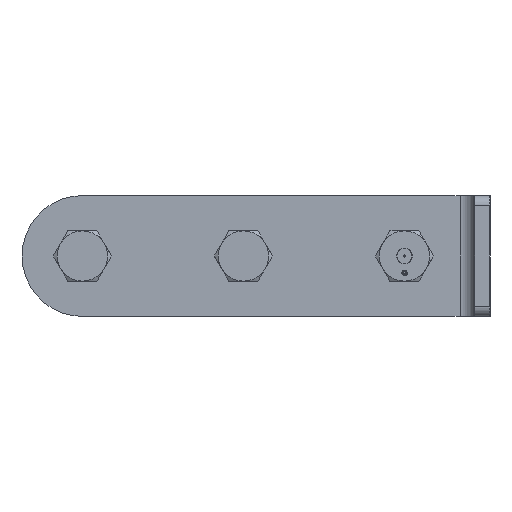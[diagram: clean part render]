
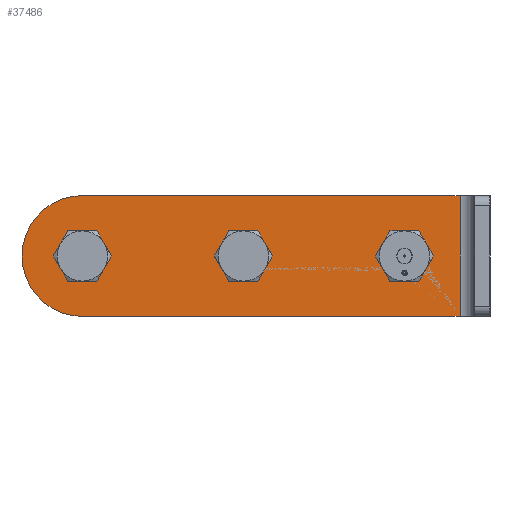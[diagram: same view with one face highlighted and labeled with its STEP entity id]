
A CAD part, left-side view. The second image highlights one B-rep face of the part: STEP entity #37486.
In plain terms, the highlighted planar face has unit normal (-1, 0, 0).
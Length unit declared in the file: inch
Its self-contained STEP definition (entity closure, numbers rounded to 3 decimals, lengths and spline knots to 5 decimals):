
#827 = VERTEX_POINT ( 'NONE', #8940 ) ;
#926 = VERTEX_POINT ( 'NONE', #6160 ) ;
#1027 = ORIENTED_EDGE ( 'NONE', *, *, #31859, .F. ) ;
#1905 = CIRCLE ( 'NONE', #30154, 0.453 ) ;
#2206 = CARTESIAN_POINT ( 'NONE',  ( -10.874, -1.38, -1.5 ) ) ;
#2220 = AXIS2_PLACEMENT_3D ( 'NONE', #20283, #44067, #47620 ) ;
#2600 = CIRCLE ( 'NONE', #16311, 0.453 ) ;
#3168 = AXIS2_PLACEMENT_3D ( 'NONE', #41842, #3395, #18789 ) ;
#3237 = AXIS2_PLACEMENT_3D ( 'NONE', #15656, #39713, #23967 ) ;
#3395 = DIRECTION ( 'NONE',  ( 1., 0., 0. ) ) ;
#4599 = CARTESIAN_POINT ( 'NONE',  ( -10.874, 8.453, 0. ) ) ;
#5738 = CARTESIAN_POINT ( 'NONE',  ( -10.874, 4., 0. ) ) ;
#5914 = CARTESIAN_POINT ( 'NONE',  ( -10.874, 8., 0. ) ) ;
#6053 = VECTOR ( 'NONE', #29530, 39.37008 ) ;
#6160 = CARTESIAN_POINT ( 'NONE',  ( -10.874, 9.5, 0. ) ) ;
#7225 = EDGE_LOOP ( 'NONE', ( #16929, #1027 ) ) ;
#7243 = CARTESIAN_POINT ( 'NONE',  ( -10.874, 0.453, 0. ) ) ;
#7316 = CIRCLE ( 'NONE', #33141, 0.453 ) ;
#8940 = CARTESIAN_POINT ( 'NONE',  ( -10.874, 3.547, 0. ) ) ;
#8996 = VERTEX_POINT ( 'NONE', #7243 ) ;
#9622 = DIRECTION ( 'NONE',  ( -1., 0., 0. ) ) ;
#9821 = EDGE_LOOP ( 'NONE', ( #36303, #21025 ) ) ;
#10469 = CARTESIAN_POINT ( 'NONE',  ( -10.874, -0.05274, -0.44992 ) ) ;
#11472 = ORIENTED_EDGE ( 'NONE', *, *, #45867, .F. ) ;
#11785 = VECTOR ( 'NONE', #20600, 39.37008 ) ;
#12505 = EDGE_CURVE ( 'NONE', #926, #23223, #21556, .T. ) ;
#13404 = DIRECTION ( 'NONE',  ( 0., 1., 0. ) ) ;
#13413 = CARTESIAN_POINT ( 'NONE',  ( -10.874, 9.5, 1.5 ) ) ;
#14140 = DIRECTION ( 'NONE',  ( 1., 0., 0. ) ) ;
#15078 = CIRCLE ( 'NONE', #2220, 1.5 ) ;
#15489 = DIRECTION ( 'NONE',  ( -1., 0., 0. ) ) ;
#15547 = VERTEX_POINT ( 'NONE', #29794 ) ;
#15656 = CARTESIAN_POINT ( 'NONE',  ( -10.874, 0., 0. ) ) ;
#16048 = CIRCLE ( 'NONE', #3168, 0.06325 ) ;
#16054 = AXIS2_PLACEMENT_3D ( 'NONE', #49558, #25960, #41452 ) ;
#16082 = EDGE_CURVE ( 'NONE', #8996, #45803, #2600, .T. ) ;
#16092 = VERTEX_POINT ( 'NONE', #30122 ) ;
#16186 = CARTESIAN_POINT ( 'NONE',  ( -10.874, 8., 0. ) ) ;
#16269 = CARTESIAN_POINT ( 'NONE',  ( -10.874, -1.38, -1.5 ) ) ;
#16311 = AXIS2_PLACEMENT_3D ( 'NONE', #40558, #37474, #18221 ) ;
#16612 = VERTEX_POINT ( 'NONE', #2206 ) ;
#16929 = ORIENTED_EDGE ( 'NONE', *, *, #29413, .F. ) ;
#17416 = LINE ( 'NONE', #13413, #36355 ) ;
#18221 = DIRECTION ( 'NONE',  ( 0., 1., 0. ) ) ;
#18554 = CIRCLE ( 'NONE', #3237, 0.453 ) ;
#18641 = PLANE ( 'NONE',  #16054 ) ;
#18654 = AXIS2_PLACEMENT_3D ( 'NONE', #47817, #9622, #24985 ) ;
#18789 = DIRECTION ( 'NONE',  ( 0., -1., 0. ) ) ;
#19914 = EDGE_CURVE ( 'NONE', #16092, #22560, #7316, .T. ) ;
#20283 = CARTESIAN_POINT ( 'NONE',  ( -10.874, 8., 0. ) ) ;
#20395 = DIRECTION ( 'NONE',  ( -1., 0., 0. ) ) ;
#20600 = DIRECTION ( 'NONE',  ( 0., 0., 1. ) ) ;
#20921 = ORIENTED_EDGE ( 'NONE', *, *, #16082, .F. ) ;
#21025 = ORIENTED_EDGE ( 'NONE', *, *, #19914, .F. ) ;
#21133 = VERTEX_POINT ( 'NONE', #39065 ) ;
#21225 = CARTESIAN_POINT ( 'NONE',  ( -10.874, 8., 0. ) ) ;
#21556 = CIRCLE ( 'NONE', #27144, 1.5 ) ;
#21724 = DIRECTION ( 'NONE',  ( 0., 1., 0. ) ) ;
#22560 = VERTEX_POINT ( 'NONE', #4599 ) ;
#22566 = EDGE_CURVE ( 'NONE', #22560, #16092, #31383, .T. ) ;
#22661 = VERTEX_POINT ( 'NONE', #37202 ) ;
#23223 = VERTEX_POINT ( 'NONE', #31904 ) ;
#23261 = DIRECTION ( 'NONE',  ( 0., 1., 0. ) ) ;
#23967 = DIRECTION ( 'NONE',  ( 0., 1., 0. ) ) ;
#24077 = AXIS2_PLACEMENT_3D ( 'NONE', #16186, #31389, #23261 ) ;
#24216 = ORIENTED_EDGE ( 'NONE', *, *, #37164, .F. ) ;
#24239 = EDGE_LOOP ( 'NONE', ( #44128, #40144, #24216, #11472, #46601 ) ) ;
#24985 = DIRECTION ( 'NONE',  ( 0., 1., 0. ) ) ;
#25066 = DIRECTION ( 'NONE',  ( -1., 0., 0. ) ) ;
#25960 = DIRECTION ( 'NONE',  ( 1., 0., 0. ) ) ;
#27144 = AXIS2_PLACEMENT_3D ( 'NONE', #21225, #14140, #13404 ) ;
#27772 = EDGE_CURVE ( 'NONE', #21133, #23223, #17416, .T. ) ;
#29413 = EDGE_CURVE ( 'NONE', #22661, #827, #1905, .T. ) ;
#29530 = DIRECTION ( 'NONE',  ( 0., 1., 0. ) ) ;
#29794 = CARTESIAN_POINT ( 'NONE',  ( -10.874, 8., -1.5 ) ) ;
#30122 = CARTESIAN_POINT ( 'NONE',  ( -10.874, 7.547, 0. ) ) ;
#30154 = AXIS2_PLACEMENT_3D ( 'NONE', #5738, #20395, #32276 ) ;
#30249 = CARTESIAN_POINT ( 'NONE',  ( -10.874, -0.453, 0. ) ) ;
#30916 = EDGE_CURVE ( 'NONE', #34988, #32852, #18554, .T. ) ;
#31294 = EDGE_CURVE ( 'NONE', #32852, #8996, #42923, .T. ) ;
#31383 = CIRCLE ( 'NONE', #24077, 0.453 ) ;
#31389 = DIRECTION ( 'NONE',  ( -1., 0., 0. ) ) ;
#31859 = EDGE_CURVE ( 'NONE', #827, #22661, #41327, .T. ) ;
#31904 = CARTESIAN_POINT ( 'NONE',  ( -10.874, 8., 1.5 ) ) ;
#32098 = ORIENTED_EDGE ( 'NONE', *, *, #30916, .F. ) ;
#32276 = DIRECTION ( 'NONE',  ( 0., 1., 0. ) ) ;
#32852 = VERTEX_POINT ( 'NONE', #30249 ) ;
#33141 = AXIS2_PLACEMENT_3D ( 'NONE', #5914, #25066, #44591 ) ;
#33822 = CARTESIAN_POINT ( 'NONE',  ( -10.874, 9.5, -1.5 ) ) ;
#34611 = FACE_BOUND ( 'NONE', #45784, .T. ) ;
#34988 = VERTEX_POINT ( 'NONE', #10469 ) ;
#36303 = ORIENTED_EDGE ( 'NONE', *, *, #22566, .F. ) ;
#36352 = EDGE_CURVE ( 'NONE', #16612, #21133, #43616, .T. ) ;
#36355 = VECTOR ( 'NONE', #21724, 39.37008 ) ;
#36637 = LINE ( 'NONE', #33822, #6053 ) ;
#37164 = EDGE_CURVE ( 'NONE', #15547, #926, #15078, .T. ) ;
#37202 = CARTESIAN_POINT ( 'NONE',  ( -10.874, 4.453, 0. ) ) ;
#37474 = DIRECTION ( 'NONE',  ( -1., 0., 0. ) ) ;
#37486 = ADVANCED_FACE ( 'NONE', ( #37908, #41948, #34611, #45744 ), #18641, .F. ) ;
#37908 = FACE_BOUND ( 'NONE', #9821, .T. ) ;
#39065 = CARTESIAN_POINT ( 'NONE',  ( -10.874, -1.38, 1.5 ) ) ;
#39713 = DIRECTION ( 'NONE',  ( -1., 0., 0. ) ) ;
#40144 = ORIENTED_EDGE ( 'NONE', *, *, #12505, .F. ) ;
#40558 = CARTESIAN_POINT ( 'NONE',  ( -10.874, 0., 0. ) ) ;
#41327 = CIRCLE ( 'NONE', #18654, 0.453 ) ;
#41452 = DIRECTION ( 'NONE',  ( 0., -1., 0. ) ) ;
#41826 = ORIENTED_EDGE ( 'NONE', *, *, #31294, .F. ) ;
#41842 = CARTESIAN_POINT ( 'NONE',  ( -10.874, 0., -0.415 ) ) ;
#41948 = FACE_BOUND ( 'NONE', #7225, .T. ) ;
#42075 = CARTESIAN_POINT ( 'NONE',  ( -10.874, 0., 0. ) ) ;
#42923 = CIRCLE ( 'NONE', #49403, 0.453 ) ;
#43616 = LINE ( 'NONE', #16269, #11785 ) ;
#44067 = DIRECTION ( 'NONE',  ( 1., 0., 0. ) ) ;
#44128 = ORIENTED_EDGE ( 'NONE', *, *, #27772, .T. ) ;
#44591 = DIRECTION ( 'NONE',  ( 0., 1., 0. ) ) ;
#45744 = FACE_OUTER_BOUND ( 'NONE', #24239, .T. ) ;
#45784 = EDGE_LOOP ( 'NONE', ( #32098, #46299, #20921, #41826 ) ) ;
#45803 = VERTEX_POINT ( 'NONE', #47273 ) ;
#45867 = EDGE_CURVE ( 'NONE', #16612, #15547, #36637, .T. ) ;
#45873 = DIRECTION ( 'NONE',  ( 0., 1., 0. ) ) ;
#46299 = ORIENTED_EDGE ( 'NONE', *, *, #49919, .T. ) ;
#46601 = ORIENTED_EDGE ( 'NONE', *, *, #36352, .T. ) ;
#47273 = CARTESIAN_POINT ( 'NONE',  ( -10.874, 0.05274, -0.44992 ) ) ;
#47620 = DIRECTION ( 'NONE',  ( 0., 1., 0. ) ) ;
#47817 = CARTESIAN_POINT ( 'NONE',  ( -10.874, 4., 0. ) ) ;
#49403 = AXIS2_PLACEMENT_3D ( 'NONE', #42075, #15489, #45873 ) ;
#49558 = CARTESIAN_POINT ( 'NONE',  ( -10.874, 9.5, -1.5 ) ) ;
#49919 = EDGE_CURVE ( 'NONE', #34988, #45803, #16048, .T. ) ;
